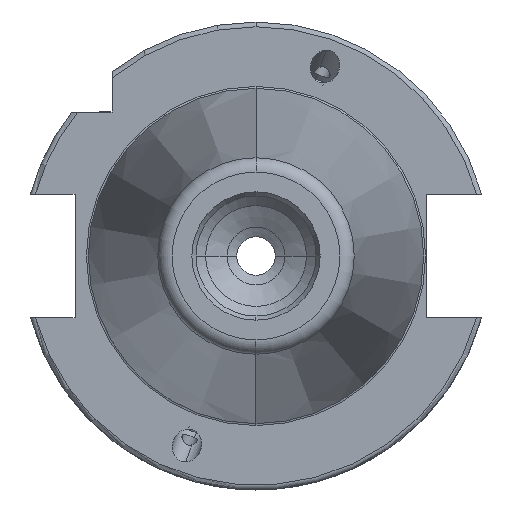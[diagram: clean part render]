
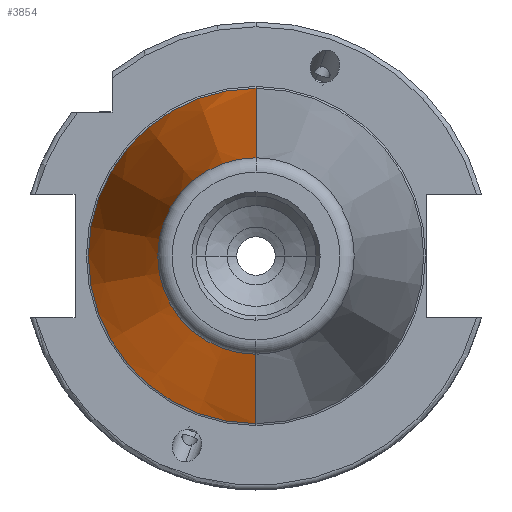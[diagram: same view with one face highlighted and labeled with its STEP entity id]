
A CAD part, left-side view. The second image highlights one B-rep face of the part: STEP entity #3854.
In plain terms, the highlighted conical face has half-angle 8.297 degrees and reference radius 34.925 mm.
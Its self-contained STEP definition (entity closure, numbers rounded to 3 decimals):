
#177 = ORIENTED_EDGE ( 'NONE', *, *, #6004, .F. ) ;
#636 = VERTEX_POINT ( 'NONE', #4108 ) ;
#655 = ORIENTED_EDGE ( 'NONE', *, *, #8927, .T. ) ;
#914 = FACE_OUTER_BOUND ( 'NONE', #1838, .T. ) ;
#1714 = AXIS2_PLACEMENT_3D ( 'NONE', #5923, #5008, #8219 ) ;
#1838 = EDGE_LOOP ( 'NONE', ( #177, #5659, #655, #2172 ) ) ;
#2081 = EDGE_CURVE ( 'NONE', #636, #7548, #5950, .T. ) ;
#2172 = ORIENTED_EDGE ( 'NONE', *, *, #2081, .F. ) ;
#2409 = CARTESIAN_POINT ( 'NONE',  ( 0., -34.925, 0. ) ) ;
#2469 = AXIS2_PLACEMENT_3D ( 'NONE', #5930, #2653, #5016 ) ;
#2653 = DIRECTION ( 'NONE',  ( -1., 0., 0. ) ) ;
#3317 = DIRECTION ( 'NONE',  ( 1., 0., 0. ) ) ;
#3414 = VECTOR ( 'NONE', #9960, 1000. ) ;
#3854 = ADVANCED_FACE ( 'NONE', ( #914 ), #10031, .T. ) ;
#4004 = CARTESIAN_POINT ( 'NONE',  ( 0., -34.925, 0. ) ) ;
#4108 = CARTESIAN_POINT ( 'NONE',  ( -99.183, 20.461, 0. ) ) ;
#4207 = AXIS2_PLACEMENT_3D ( 'NONE', #5733, #3317, #9044 ) ;
#4220 = CARTESIAN_POINT ( 'NONE',  ( 0., 34.925, 0. ) ) ;
#5008 = DIRECTION ( 'NONE',  ( -1., 0., 0. ) ) ;
#5016 = DIRECTION ( 'NONE',  ( 0., -1., 0. ) ) ;
#5536 = EDGE_CURVE ( 'NONE', #9436, #7469, #6686, .T. ) ;
#5659 = ORIENTED_EDGE ( 'NONE', *, *, #5536, .T. ) ;
#5683 = CARTESIAN_POINT ( 'NONE',  ( 0., 34.925, 0. ) ) ;
#5733 = CARTESIAN_POINT ( 'NONE',  ( 0., 0., 0. ) ) ;
#5923 = CARTESIAN_POINT ( 'NONE',  ( -99.183, 0., 0. ) ) ;
#5930 = CARTESIAN_POINT ( 'NONE',  ( 0., 0., 0. ) ) ;
#5950 = LINE ( 'NONE', #4220, #3414 ) ;
#6004 = EDGE_CURVE ( 'NONE', #9436, #636, #7541, .T. ) ;
#6686 = LINE ( 'NONE', #2409, #7191 ) ;
#7191 = VECTOR ( 'NONE', #8181, 1000. ) ;
#7432 = CIRCLE ( 'NONE', #2469, 34.925 ) ;
#7469 = VERTEX_POINT ( 'NONE', #4004 ) ;
#7541 = CIRCLE ( 'NONE', #1714, 20.461 ) ;
#7548 = VERTEX_POINT ( 'NONE', #5683 ) ;
#8181 = DIRECTION ( 'NONE',  ( 0.99, -0.144, 0. ) ) ;
#8219 = DIRECTION ( 'NONE',  ( 0., -1., 0. ) ) ;
#8927 = EDGE_CURVE ( 'NONE', #7469, #7548, #7432, .T. ) ;
#9044 = DIRECTION ( 'NONE',  ( 0., 1., 0. ) ) ;
#9273 = CARTESIAN_POINT ( 'NONE',  ( -99.183, -20.461, 0. ) ) ;
#9436 = VERTEX_POINT ( 'NONE', #9273 ) ;
#9960 = DIRECTION ( 'NONE',  ( 0.99, 0.144, 0. ) ) ;
#10031 = CONICAL_SURFACE ( 'NONE', #4207, 34.925, 0.145 ) ;
